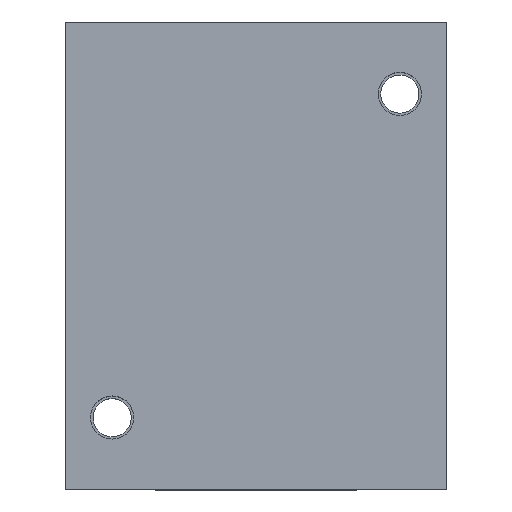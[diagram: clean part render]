
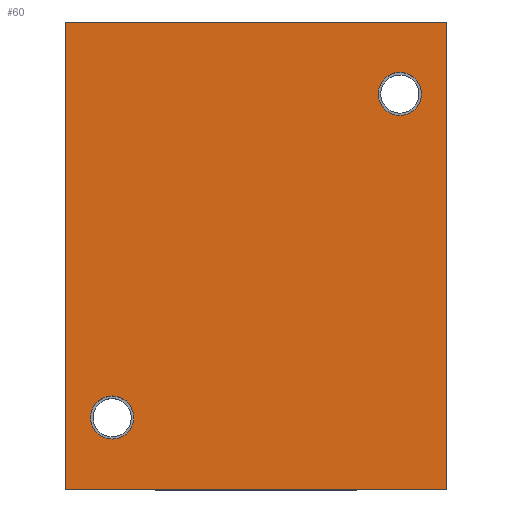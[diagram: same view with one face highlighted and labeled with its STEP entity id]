
A CAD part, top view. The second image highlights one B-rep face of the part: STEP entity #60.
In plain terms, the highlighted planar face has unit normal (0, 0, 1).
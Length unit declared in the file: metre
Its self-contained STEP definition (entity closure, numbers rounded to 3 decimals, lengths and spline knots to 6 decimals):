
#60 = ADVANCED_FACE( '', ( #135, #136, #137 ), #138, .T. );
#135 = FACE_BOUND( '', #230, .T. );
#136 = FACE_OUTER_BOUND( '', #231, .T. );
#137 = FACE_BOUND( '', #232, .T. );
#138 = PLANE( '', #233 );
#230 = EDGE_LOOP( '', ( #341 ) );
#231 = EDGE_LOOP( '', ( #342, #343, #344, #345 ) );
#232 = EDGE_LOOP( '', ( #346 ) );
#233 = AXIS2_PLACEMENT_3D( '', #347, #348, #349 );
#341 = ORIENTED_EDGE( '', *, *, #477, .T. );
#342 = ORIENTED_EDGE( '', *, *, #478, .F. );
#343 = ORIENTED_EDGE( '', *, *, #479, .F. );
#344 = ORIENTED_EDGE( '', *, *, #467, .T. );
#345 = ORIENTED_EDGE( '', *, *, #452, .T. );
#346 = ORIENTED_EDGE( '', *, *, #480, .T. );
#347 = CARTESIAN_POINT( '', ( -0.0265, -0.0325, 0.023 ) );
#348 = DIRECTION( '', ( 0., 0., 1. ) );
#349 = DIRECTION( '', ( 1., 0., 0. ) );
#452 = EDGE_CURVE( '', #512, #509, #513, .T. );
#467 = EDGE_CURVE( '', #538, #512, #539, .T. );
#477 = EDGE_CURVE( '', #553, #553, #554, .T. );
#478 = EDGE_CURVE( '', #555, #509, #556, .T. );
#479 = EDGE_CURVE( '', #538, #555, #557, .T. );
#480 = EDGE_CURVE( '', #558, #558, #559, .T. );
#509 = VERTEX_POINT( '', #597 );
#512 = VERTEX_POINT( '', #601 );
#513 = LINE( '', #602, #603 );
#538 = VERTEX_POINT( '', #633 );
#539 = LINE( '', #634, #635 );
#553 = VERTEX_POINT( '', #703 );
#554 = CIRCLE( '', #704, 0.003 );
#555 = VERTEX_POINT( '', #705 );
#556 = LINE( '', #706, #707 );
#557 = LINE( '', #708, #709 );
#558 = VERTEX_POINT( '', #710 );
#559 = CIRCLE( '', #711, 0.003 );
#597 = CARTESIAN_POINT( '', ( 0.0265, 0.0325, 0.023 ) );
#601 = CARTESIAN_POINT( '', ( 0.0265, -0.0325, 0.023 ) );
#602 = CARTESIAN_POINT( '', ( 0.0265, -0.0325, 0.023 ) );
#603 = VECTOR( '', #756, 1. );
#633 = CARTESIAN_POINT( '', ( -0.0265, -0.0325, 0.023 ) );
#634 = CARTESIAN_POINT( '', ( -0.0265, -0.0325, 0.023 ) );
#635 = VECTOR( '', #780, 1. );
#703 = CARTESIAN_POINT( '', ( 0.023, 0.0225, 0.023 ) );
#704 = AXIS2_PLACEMENT_3D( '', #791, #792, #793 );
#705 = CARTESIAN_POINT( '', ( -0.0265, 0.0325, 0.023 ) );
#706 = CARTESIAN_POINT( '', ( -0.0265, 0.0325, 0.023 ) );
#707 = VECTOR( '', #794, 1. );
#708 = CARTESIAN_POINT( '', ( -0.0265, -0.0325, 0.023 ) );
#709 = VECTOR( '', #795, 1. );
#710 = CARTESIAN_POINT( '', ( -0.017, -0.0225, 0.023 ) );
#711 = AXIS2_PLACEMENT_3D( '', #796, #797, #798 );
#756 = DIRECTION( '', ( 0., 1., 0. ) );
#780 = DIRECTION( '', ( 1., 0., 0. ) );
#791 = CARTESIAN_POINT( '', ( 0.02, 0.0225, 0.023 ) );
#792 = DIRECTION( '', ( 0., 0., -1. ) );
#793 = DIRECTION( '', ( 1., 0., 0. ) );
#794 = DIRECTION( '', ( 1., 0., 0. ) );
#795 = DIRECTION( '', ( 0., 1., 0. ) );
#796 = CARTESIAN_POINT( '', ( -0.02, -0.0225, 0.023 ) );
#797 = DIRECTION( '', ( 0., 0., -1. ) );
#798 = DIRECTION( '', ( 1., 0., 0. ) );
